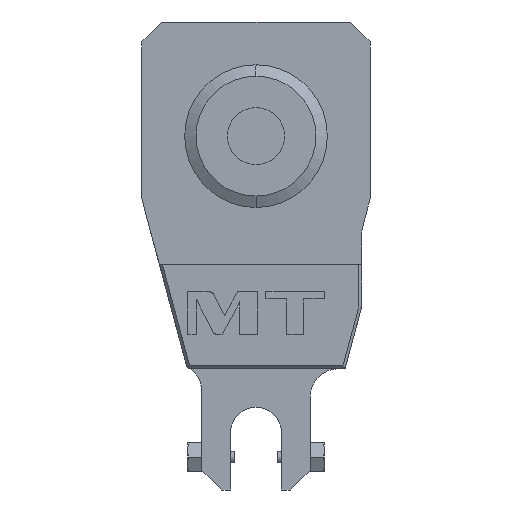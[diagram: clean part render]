
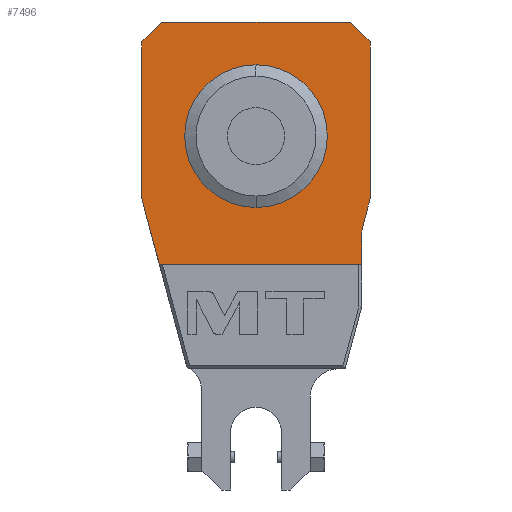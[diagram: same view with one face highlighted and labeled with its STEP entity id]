
A CAD part, left-side view. The second image highlights one B-rep face of the part: STEP entity #7496.
In plain terms, the highlighted planar face has unit normal (-1, 0, 0).
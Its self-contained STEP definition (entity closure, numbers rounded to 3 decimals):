
#1518=DIRECTION('',(0.,0.,-1.));
#1519=VECTOR('',#1518,10.487);
#1520=CARTESIAN_POINT('',(-128.4,-37.,7.487));
#1521=LINE('',#1520,#1519);
#1522=DIRECTION('',(0.,1.,0.));
#1523=VECTOR('',#1522,70.837);
#1524=CARTESIAN_POINT('',(-128.4,-37.,-3.));
#1525=LINE('',#1524,#1523);
#1526=DIRECTION('',(0.,0.259,0.966));
#1527=VECTOR('',#1526,23.811);
#1528=CARTESIAN_POINT('',(-128.4,33.837,-3.));
#1529=LINE('',#1528,#1527);
#1530=DIRECTION('',(0.,0.,1.));
#1531=VECTOR('',#1530,55.);
#1532=CARTESIAN_POINT('',(-128.4,40.,20.));
#1533=LINE('',#1532,#1531);
#1534=DIRECTION('',(0.,-1.,0.));
#1535=VECTOR('',#1534,66.);
#1536=CARTESIAN_POINT('',(-128.4,33.,82.));
#1537=LINE('',#1536,#1535);
#1538=DIRECTION('',(0.,0.,-1.));
#1539=VECTOR('',#1538,55.);
#1540=CARTESIAN_POINT('',(-128.4,-40.,75.));
#1541=LINE('',#1540,#1539);
#1542=DIRECTION('',(0.,0.259,-0.966));
#1543=VECTOR('',#1542,10.275);
#1544=CARTESIAN_POINT('',(-128.4,-40.,20.));
#1545=LINE('',#1544,#1543);
#1546=CARTESIAN_POINT('',(-128.4,-47.,7.487));
#1547=DIRECTION('',(-1.,0.,0.));
#1548=DIRECTION('',(0.,0.966,0.259));
#1549=AXIS2_PLACEMENT_3D('',#1546,#1547,#1548);
#1563=DIRECTION('',(0.,0.707,-0.707));
#1564=VECTOR('',#1563,9.899);
#1565=CARTESIAN_POINT('',(-128.4,33.,82.));
#1566=LINE('',#1565,#1564);
#1579=DIRECTION('',(0.,0.707,0.707));
#1580=VECTOR('',#1579,9.899);
#1581=CARTESIAN_POINT('',(-128.4,-40.,75.));
#1582=LINE('',#1581,#1580);
#1599=CARTESIAN_POINT('',(-128.4,0.,42.));
#1600=DIRECTION('',(1.,0.,0.));
#1601=DIRECTION('',(0.,0.396,-0.918));
#1602=AXIS2_PLACEMENT_3D('',#1599,#1600,#1601);
#1604=DIRECTION('',(0.,-1.,0.));
#1605=VECTOR('',#1604,16.621);
#1606=CARTESIAN_POINT('',(-128.4,8.311,61.286));
#1607=LINE('',#1606,#1605);
#1622=CARTESIAN_POINT('',(-128.4,0.,42.));
#1623=DIRECTION('',(1.,0.,0.));
#1624=DIRECTION('',(0.,-0.396,0.918));
#1625=AXIS2_PLACEMENT_3D('',#1622,#1623,#1624);
#1627=DIRECTION('',(0.,-1.,0.));
#1628=VECTOR('',#1627,16.621);
#1629=CARTESIAN_POINT('',(-128.4,8.311,22.714));
#1630=LINE('',#1629,#1628);
#5442=CARTESIAN_POINT('',(-128.4,-40.,20.));
#5443=CARTESIAN_POINT('',(-128.4,-37.341,10.076));
#5444=VERTEX_POINT('',#5442);
#5445=VERTEX_POINT('',#5443);
#5450=CARTESIAN_POINT('',(-128.4,40.,20.));
#5452=VERTEX_POINT('',#5450);
#5454=CARTESIAN_POINT('',(-128.4,33.,82.));
#5456=VERTEX_POINT('',#5454);
#5458=CARTESIAN_POINT('',(-128.4,40.,75.));
#5460=VERTEX_POINT('',#5458);
#5462=CARTESIAN_POINT('',(-128.4,-40.,75.));
#5464=VERTEX_POINT('',#5462);
#5466=CARTESIAN_POINT('',(-128.4,-33.,82.));
#5468=VERTEX_POINT('',#5466);
#5470=CARTESIAN_POINT('',(-128.4,-37.,7.487));
#5471=CARTESIAN_POINT('',(-128.4,-37.,-3.));
#5472=VERTEX_POINT('',#5470);
#5473=VERTEX_POINT('',#5471);
#5474=CARTESIAN_POINT('',(-128.4,33.837,-3.));
#5475=VERTEX_POINT('',#5474);
#5502=CARTESIAN_POINT('',(-128.4,8.311,22.714));
#5503=CARTESIAN_POINT('',(-128.4,8.311,61.286));
#5504=VERTEX_POINT('',#5502);
#5505=VERTEX_POINT('',#5503);
#5506=CARTESIAN_POINT('',(-128.4,-8.311,61.286));
#5507=CARTESIAN_POINT('',(-128.4,-8.311,22.714));
#5508=VERTEX_POINT('',#5506);
#5509=VERTEX_POINT('',#5507);
#7461=CARTESIAN_POINT('',(-128.4,0.,42.));
#7462=DIRECTION('',(1.,0.,0.));
#7463=DIRECTION('',(0.,1.,0.));
#7464=AXIS2_PLACEMENT_3D('',#7461,#7462,#7463);
#7465=PLANE('',#7464);
#7466=ORIENTED_EDGE('',*,*,#7452,.T.);
#7467=ORIENTED_EDGE('',*,*,#7442,.T.);
#7469=ORIENTED_EDGE('',*,*,#7468,.T.);
#7471=ORIENTED_EDGE('',*,*,#7470,.T.);
#7473=ORIENTED_EDGE('',*,*,#7472,.F.);
#7475=ORIENTED_EDGE('',*,*,#7474,.T.);
#7477=ORIENTED_EDGE('',*,*,#7476,.F.);
#7479=ORIENTED_EDGE('',*,*,#7478,.T.);
#7481=ORIENTED_EDGE('',*,*,#7480,.T.);
#7483=ORIENTED_EDGE('',*,*,#7482,.T.);
#7484=EDGE_LOOP('',(#7466,#7467,#7469,#7471,#7473,#7475,#7477,#7479,#7481,
#7483));
#7485=FACE_OUTER_BOUND('',#7484,.F.);
#7487=ORIENTED_EDGE('',*,*,#7486,.F.);
#7489=ORIENTED_EDGE('',*,*,#7488,.T.);
#7491=ORIENTED_EDGE('',*,*,#7490,.F.);
#7493=ORIENTED_EDGE('',*,*,#7492,.F.);
#7494=EDGE_LOOP('',(#7487,#7489,#7491,#7493));
#7495=FACE_BOUND('',#7494,.F.);
#7496=ADVANCED_FACE('',(#7485,#7495),#7465,.F.);
#1550=CIRCLE('',#1549,10.);
#1603=CIRCLE('',#1602,21.);
#1626=CIRCLE('',#1625,21.);
#7442=EDGE_CURVE('',#5473,#5475,#1525,.T.);
#7452=EDGE_CURVE('',#5472,#5473,#1521,.T.);
#7468=EDGE_CURVE('',#5475,#5452,#1529,.T.);
#7470=EDGE_CURVE('',#5452,#5460,#1533,.T.);
#7472=EDGE_CURVE('',#5456,#5460,#1566,.T.);
#7474=EDGE_CURVE('',#5456,#5468,#1537,.T.);
#7476=EDGE_CURVE('',#5464,#5468,#1582,.T.);
#7478=EDGE_CURVE('',#5464,#5444,#1541,.T.);
#7480=EDGE_CURVE('',#5444,#5445,#1545,.T.);
#7482=EDGE_CURVE('',#5445,#5472,#1550,.T.);
#7486=EDGE_CURVE('',#5504,#5505,#1603,.T.);
#7488=EDGE_CURVE('',#5504,#5509,#1630,.T.);
#7490=EDGE_CURVE('',#5508,#5509,#1626,.T.);
#7492=EDGE_CURVE('',#5505,#5508,#1607,.T.);
